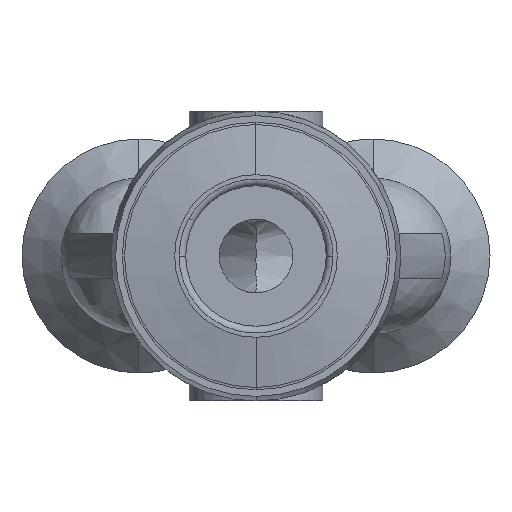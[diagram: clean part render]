
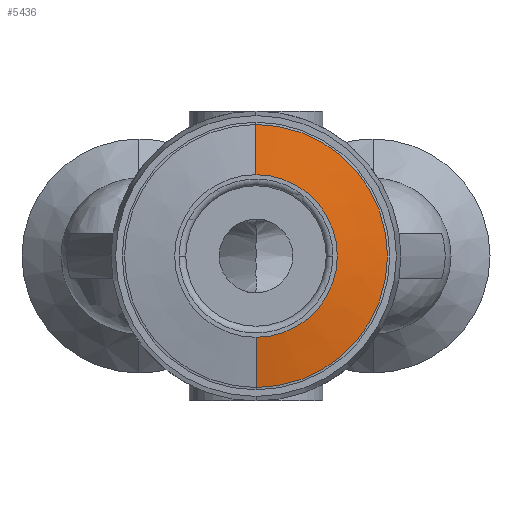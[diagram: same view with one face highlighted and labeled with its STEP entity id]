
A CAD part, front view. The second image highlights one B-rep face of the part: STEP entity #5436.
In plain terms, the highlighted conical face has half-angle 79.919 degrees and reference radius 5.9 mm.
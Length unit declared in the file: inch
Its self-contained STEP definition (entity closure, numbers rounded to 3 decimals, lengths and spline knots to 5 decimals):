
#290 = DIRECTION ( 'NONE',  ( -1., 0., 0. ) ) ;
#357 = EDGE_CURVE ( 'NONE', #4706, #1786, #3313, .T. ) ;
#456 = EDGE_LOOP ( 'NONE', ( #5643, #1692, #5525, #4015, #3784 ) ) ;
#536 = CARTESIAN_POINT ( 'NONE',  ( 0., 0.01575, -0.23228 ) ) ;
#739 = CARTESIAN_POINT ( 'NONE',  ( 0., 0.01575, -0.23228 ) ) ;
#791 = LINE ( 'NONE', #5265, #3364 ) ;
#840 = LINE ( 'NONE', #536, #2145 ) ;
#845 = CONICAL_SURFACE ( 'NONE', #3512, 0.23228, 1.395 ) ;
#995 = CARTESIAN_POINT ( 'NONE',  ( 0., 0., 0.1437 ) ) ;
#1108 = VERTEX_POINT ( 'NONE', #3591 ) ;
#1207 = AXIS2_PLACEMENT_3D ( 'NONE', #5814, #3157, #290 ) ;
#1505 = EDGE_CURVE ( 'NONE', #1108, #5310, #2243, .T. ) ;
#1692 = ORIENTED_EDGE ( 'NONE', *, *, #4636, .T. ) ;
#1786 = VERTEX_POINT ( 'NONE', #1933 ) ;
#1933 = CARTESIAN_POINT ( 'NONE',  ( 0., 0.01575, 0.23228 ) ) ;
#2145 = VECTOR ( 'NONE', #3410, 39.37008 ) ;
#2243 = CIRCLE ( 'NONE', #3992, 0.1437 ) ;
#2317 = DIRECTION ( 'NONE',  ( 0., -1., 0. ) ) ;
#2425 = EDGE_CURVE ( 'NONE', #4316, #4706, #4202, .T. ) ;
#2573 = DIRECTION ( 'NONE',  ( 0., 0.175, 0.985 ) ) ;
#2741 = FACE_OUTER_BOUND ( 'NONE', #456, .T. ) ;
#3157 = DIRECTION ( 'NONE',  ( 0., -1., 0. ) ) ;
#3313 = CIRCLE ( 'NONE', #3984, 0.23228 ) ;
#3364 = VECTOR ( 'NONE', #2573, 39.37008 ) ;
#3410 = DIRECTION ( 'NONE',  ( 0., 0.175, -0.985 ) ) ;
#3432 = CARTESIAN_POINT ( 'NONE',  ( 0.23228, 0.01575, 0. ) ) ;
#3512 = AXIS2_PLACEMENT_3D ( 'NONE', #5241, #4337, #5256 ) ;
#3591 = CARTESIAN_POINT ( 'NONE',  ( 0., 0., -0.1437 ) ) ;
#3784 = ORIENTED_EDGE ( 'NONE', *, *, #4128, .F. ) ;
#3984 = AXIS2_PLACEMENT_3D ( 'NONE', #5534, #5497, #5287 ) ;
#3992 = AXIS2_PLACEMENT_3D ( 'NONE', #5013, #2317, #5452 ) ;
#4015 = ORIENTED_EDGE ( 'NONE', *, *, #357, .T. ) ;
#4128 = EDGE_CURVE ( 'NONE', #5310, #1786, #791, .T. ) ;
#4202 = CIRCLE ( 'NONE', #1207, 0.23228 ) ;
#4316 = VERTEX_POINT ( 'NONE', #739 ) ;
#4337 = DIRECTION ( 'NONE',  ( 0., 1., 0. ) ) ;
#4636 = EDGE_CURVE ( 'NONE', #1108, #4316, #840, .T. ) ;
#4706 = VERTEX_POINT ( 'NONE', #3432 ) ;
#5013 = CARTESIAN_POINT ( 'NONE',  ( 0., 0., 0. ) ) ;
#5241 = CARTESIAN_POINT ( 'NONE',  ( 0., 0.01575, 0. ) ) ;
#5256 = DIRECTION ( 'NONE',  ( 0., 0., 1. ) ) ;
#5265 = CARTESIAN_POINT ( 'NONE',  ( 0., 0.01575, 0.23228 ) ) ;
#5287 = DIRECTION ( 'NONE',  ( -1., 0., 0. ) ) ;
#5310 = VERTEX_POINT ( 'NONE', #995 ) ;
#5436 = ADVANCED_FACE ( 'NONE', ( #2741 ), #845, .T. ) ;
#5452 = DIRECTION ( 'NONE',  ( 0., 0., 1. ) ) ;
#5497 = DIRECTION ( 'NONE',  ( 0., -1., 0. ) ) ;
#5525 = ORIENTED_EDGE ( 'NONE', *, *, #2425, .T. ) ;
#5534 = CARTESIAN_POINT ( 'NONE',  ( 0., 0.01575, 0. ) ) ;
#5643 = ORIENTED_EDGE ( 'NONE', *, *, #1505, .F. ) ;
#5814 = CARTESIAN_POINT ( 'NONE',  ( 0., 0.01575, 0. ) ) ;
